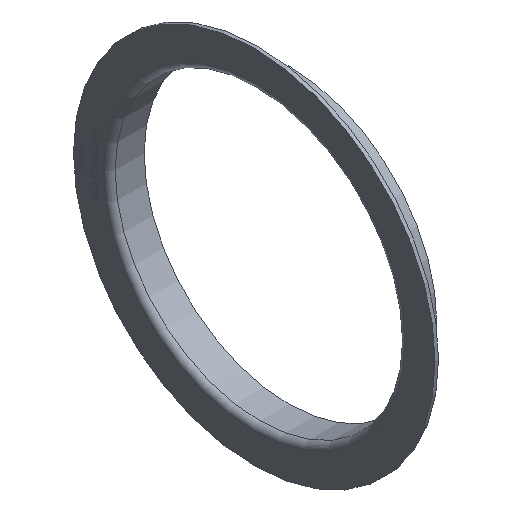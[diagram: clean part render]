
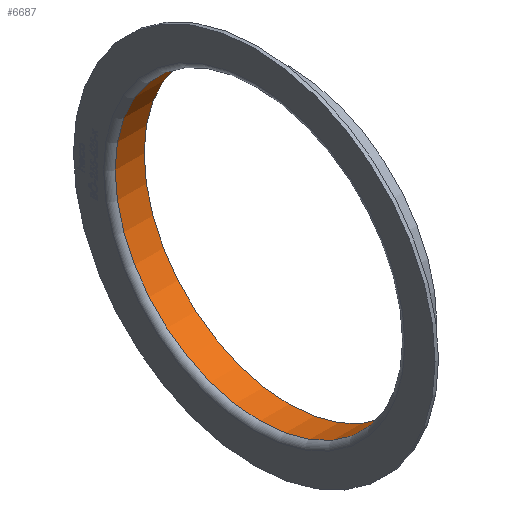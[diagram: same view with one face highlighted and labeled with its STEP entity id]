
A CAD part, isometric view. The second image highlights one B-rep face of the part: STEP entity #6687.
In plain terms, the highlighted cylindrical face has radius 125 mm (diameter 250 mm), a full revolution.
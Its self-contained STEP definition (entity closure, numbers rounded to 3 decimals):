
#1780 = DIRECTION ( 'NONE',  ( 0., 0., 1. ) ) ;
#2585 = CARTESIAN_POINT ( 'NONE',  ( 30., 0., 125. ) ) ;
#2871 = DIRECTION ( 'NONE',  ( -1., 0., 0. ) ) ;
#3234 = CARTESIAN_POINT ( 'NONE',  ( 5., 0., 0. ) ) ;
#4017 = AXIS2_PLACEMENT_3D ( 'NONE', #5575, #2871, #1780 ) ;
#4024 = EDGE_CURVE ( 'NONE', #8541, #8541, #14432, .T. ) ;
#4195 = CARTESIAN_POINT ( 'NONE',  ( 5., 0., -125. ) ) ;
#4309 = DIRECTION ( 'NONE',  ( -1., 0., 0. ) ) ;
#5575 = CARTESIAN_POINT ( 'NONE',  ( 0., 0., 0. ) ) ;
#6029 = AXIS2_PLACEMENT_3D ( 'NONE', #8634, #9540, #7403 ) ;
#6687 = ADVANCED_FACE ( 'NONE', ( #14950, #13695 ), #8980, .F. ) ;
#7315 = ORIENTED_EDGE ( 'NONE', *, *, #4024, .F. ) ;
#7403 = DIRECTION ( 'NONE',  ( 0., 0., 1. ) ) ;
#7441 = ORIENTED_EDGE ( 'NONE', *, *, #12637, .T. ) ;
#7651 = AXIS2_PLACEMENT_3D ( 'NONE', #3234, #4309, #15226 ) ;
#8541 = VERTEX_POINT ( 'NONE', #2585 ) ;
#8634 = CARTESIAN_POINT ( 'NONE',  ( 30., 0., 0. ) ) ;
#8980 = CYLINDRICAL_SURFACE ( 'NONE', #4017, 125. ) ;
#9540 = DIRECTION ( 'NONE',  ( -1., 0., 0. ) ) ;
#10147 = VERTEX_POINT ( 'NONE', #4195 ) ;
#11565 = EDGE_LOOP ( 'NONE', ( #7315 ) ) ;
#12234 = EDGE_LOOP ( 'NONE', ( #7441 ) ) ;
#12637 = EDGE_CURVE ( 'NONE', #10147, #10147, #14316, .T. ) ;
#13695 = FACE_OUTER_BOUND ( 'NONE', #11565, .T. ) ;
#14316 = CIRCLE ( 'NONE', #7651, 125. ) ;
#14432 = CIRCLE ( 'NONE', #6029, 125. ) ;
#14950 = FACE_OUTER_BOUND ( 'NONE', #12234, .T. ) ;
#15226 = DIRECTION ( 'NONE',  ( 0., 0., -1. ) ) ;
